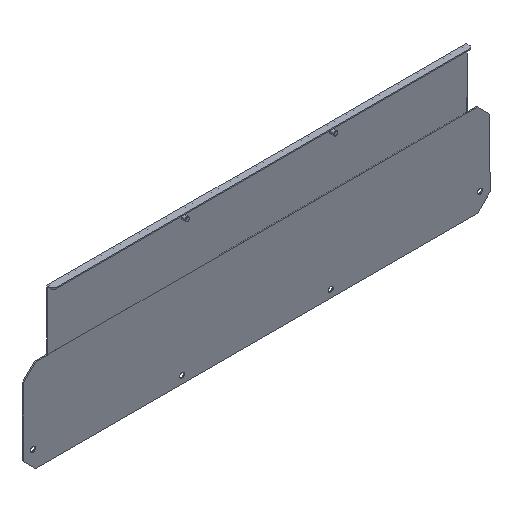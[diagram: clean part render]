
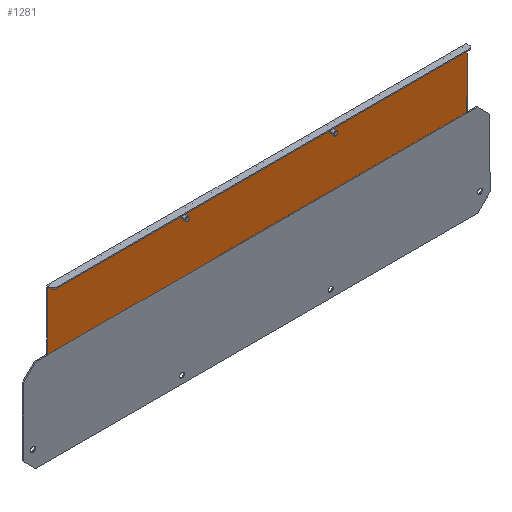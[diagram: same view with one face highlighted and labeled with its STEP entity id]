
A CAD part, isometric view. The second image highlights one B-rep face of the part: STEP entity #1281.
In plain terms, the highlighted planar face has unit normal (0, -1, 0).
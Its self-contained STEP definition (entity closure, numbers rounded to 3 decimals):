
#4 = VERTEX_POINT ( 'NONE', #2489 ) ;
#21 = CIRCLE ( 'NONE', #2077, 3. ) ;
#39 = EDGE_LOOP ( 'NONE', ( #2967, #2741 ) ) ;
#42 = DIRECTION ( 'NONE',  ( 0., 0., 1. ) ) ;
#44 = EDGE_CURVE ( 'NONE', #2649, #2012, #1883, .T. ) ;
#81 = AXIS2_PLACEMENT_3D ( 'NONE', #989, #1044, #2003 ) ;
#92 = EDGE_CURVE ( 'NONE', #978, #4, #321, .T. ) ;
#212 = CARTESIAN_POINT ( 'NONE',  ( 304.75, 152.5, 87. ) ) ;
#222 = VERTEX_POINT ( 'NONE', #212 ) ;
#240 = CARTESIAN_POINT ( 'NONE',  ( 0., 152.5, 88. ) ) ;
#291 = CARTESIAN_POINT ( 'NONE',  ( 304.75, 152.5, 0.293 ) ) ;
#293 = VECTOR ( 'NONE', #512, 1000. ) ;
#321 = LINE ( 'NONE', #1421, #1326 ) ;
#384 = CARTESIAN_POINT ( 'NONE',  ( -304.75, 152.5, 0.293 ) ) ;
#419 = VECTOR ( 'NONE', #2318, 1000. ) ;
#479 = LINE ( 'NONE', #240, #3151 ) ;
#484 = LINE ( 'NONE', #3337, #419 ) ;
#512 = DIRECTION ( 'NONE',  ( 0., 0., 1. ) ) ;
#583 = EDGE_LOOP ( 'NONE', ( #1027, #852 ) ) ;
#592 = ORIENTED_EDGE ( 'NONE', *, *, #1192, .T. ) ;
#621 = AXIS2_PLACEMENT_3D ( 'NONE', #2692, #2473, #3249 ) ;
#664 = VERTEX_POINT ( 'NONE', #1923 ) ;
#728 = VERTEX_POINT ( 'NONE', #1250 ) ;
#759 = ORIENTED_EDGE ( 'NONE', *, *, #92, .F. ) ;
#830 = EDGE_LOOP ( 'NONE', ( #2259, #1524, #2409, #759, #2282, #592, #2679, #2136 ) ) ;
#851 = DIRECTION ( 'NONE',  ( 0., 0., -1. ) ) ;
#852 = ORIENTED_EDGE ( 'NONE', *, *, #2013, .F. ) ;
#853 = CIRCLE ( 'NONE', #1976, 3. ) ;
#878 = FACE_BOUND ( 'NONE', #39, .T. ) ;
#894 = VECTOR ( 'NONE', #1451, 1000. ) ;
#935 = CARTESIAN_POINT ( 'NONE',  ( -304.75, 152.5, 0.293 ) ) ;
#939 = CARTESIAN_POINT ( 'NONE',  ( -304.75, 152.5, 4.036 ) ) ;
#956 = CIRCLE ( 'NONE', #81, 3. ) ;
#978 = VERTEX_POINT ( 'NONE', #2959 ) ;
#989 = CARTESIAN_POINT ( 'NONE',  ( -108., 152.5, 78. ) ) ;
#1008 = CARTESIAN_POINT ( 'NONE',  ( -304.75, 152.5, 87. ) ) ;
#1027 = ORIENTED_EDGE ( 'NONE', *, *, #1042, .F. ) ;
#1042 = EDGE_CURVE ( 'NONE', #728, #1754, #956, .T. ) ;
#1044 = DIRECTION ( 'NONE',  ( 0., -1., 0. ) ) ;
#1080 = DIRECTION ( 'NONE',  ( 0., 0., 1. ) ) ;
#1087 = DIRECTION ( 'NONE',  ( 0., -1., 0. ) ) ;
#1103 = VECTOR ( 'NONE', #1080, 1000. ) ;
#1115 = CARTESIAN_POINT ( 'NONE',  ( 304.75, 152.5, 87. ) ) ;
#1192 = EDGE_CURVE ( 'NONE', #222, #1789, #2124, .T. ) ;
#1194 = LINE ( 'NONE', #939, #894 ) ;
#1210 = AXIS2_PLACEMENT_3D ( 'NONE', #2360, #1087, #2115 ) ;
#1240 = DIRECTION ( 'NONE',  ( -1., 0., 0. ) ) ;
#1250 = CARTESIAN_POINT ( 'NONE',  ( -105.247, 152.5, 76.809 ) ) ;
#1267 = VERTEX_POINT ( 'NONE', #1454 ) ;
#1281 = ADVANCED_FACE ( 'NONE', ( #1649, #878, #1666 ), #2675, .F. ) ;
#1326 = VECTOR ( 'NONE', #2873, 1000. ) ;
#1348 = CARTESIAN_POINT ( 'NONE',  ( -304.75, 152.5, 88. ) ) ;
#1383 = CARTESIAN_POINT ( 'NONE',  ( 108., 152.5, 78. ) ) ;
#1401 = DIRECTION ( 'NONE',  ( 0., -1., 0. ) ) ;
#1421 = CARTESIAN_POINT ( 'NONE',  ( 304.75, 152.5, 0.293 ) ) ;
#1451 = DIRECTION ( 'NONE',  ( 0., 0., -1. ) ) ;
#1454 = CARTESIAN_POINT ( 'NONE',  ( -304.75, 152.5, 4.036 ) ) ;
#1463 = CARTESIAN_POINT ( 'NONE',  ( -110.753, 152.5, 79.191 ) ) ;
#1524 = ORIENTED_EDGE ( 'NONE', *, *, #1722, .T. ) ;
#1574 = LINE ( 'NONE', #291, #293 ) ;
#1598 = VECTOR ( 'NONE', #851, 1000. ) ;
#1643 = EDGE_CURVE ( 'NONE', #664, #1944, #21, .T. ) ;
#1649 = FACE_BOUND ( 'NONE', #583, .T. ) ;
#1666 = FACE_OUTER_BOUND ( 'NONE', #830, .T. ) ;
#1722 = EDGE_CURVE ( 'NONE', #1267, #2744, #1194, .T. ) ;
#1754 = VERTEX_POINT ( 'NONE', #1463 ) ;
#1789 = VERTEX_POINT ( 'NONE', #3294 ) ;
#1827 = EDGE_CURVE ( 'NONE', #1789, #2012, #479, .T. ) ;
#1883 = LINE ( 'NONE', #384, #3311 ) ;
#1899 = CARTESIAN_POINT ( 'NONE',  ( 108., 152.5, 78. ) ) ;
#1923 = CARTESIAN_POINT ( 'NONE',  ( 111., 152.5, 77.995 ) ) ;
#1944 = VERTEX_POINT ( 'NONE', #2100 ) ;
#1976 = AXIS2_PLACEMENT_3D ( 'NONE', #1899, #2656, #42 ) ;
#1992 = EDGE_CURVE ( 'NONE', #978, #222, #1574, .T. ) ;
#2003 = DIRECTION ( 'NONE',  ( 0., 0., 1. ) ) ;
#2012 = VERTEX_POINT ( 'NONE', #1348 ) ;
#2013 = EDGE_CURVE ( 'NONE', #1754, #728, #2175, .T. ) ;
#2077 = AXIS2_PLACEMENT_3D ( 'NONE', #1383, #1401, #3209 ) ;
#2100 = CARTESIAN_POINT ( 'NONE',  ( 105., 152.5, 78.005 ) ) ;
#2115 = DIRECTION ( 'NONE',  ( 0., 0., 1. ) ) ;
#2124 = LINE ( 'NONE', #1115, #1103 ) ;
#2136 = ORIENTED_EDGE ( 'NONE', *, *, #44, .F. ) ;
#2175 = CIRCLE ( 'NONE', #1210, 3. ) ;
#2259 = ORIENTED_EDGE ( 'NONE', *, *, #2519, .T. ) ;
#2282 = ORIENTED_EDGE ( 'NONE', *, *, #1992, .T. ) ;
#2318 = DIRECTION ( 'NONE',  ( 1., 0., 0. ) ) ;
#2360 = CARTESIAN_POINT ( 'NONE',  ( -108., 152.5, 78. ) ) ;
#2380 = CARTESIAN_POINT ( 'NONE',  ( -304.75, 152.5, 3. ) ) ;
#2409 = ORIENTED_EDGE ( 'NONE', *, *, #2589, .T. ) ;
#2418 = EDGE_CURVE ( 'NONE', #1944, #664, #853, .T. ) ;
#2473 = DIRECTION ( 'NONE',  ( 0., 1., 0. ) ) ;
#2489 = CARTESIAN_POINT ( 'NONE',  ( 304.75, 152.5, 3. ) ) ;
#2519 = EDGE_CURVE ( 'NONE', #2649, #1267, #2961, .T. ) ;
#2589 = EDGE_CURVE ( 'NONE', #2744, #4, #484, .T. ) ;
#2649 = VERTEX_POINT ( 'NONE', #1008 ) ;
#2656 = DIRECTION ( 'NONE',  ( 0., -1., 0. ) ) ;
#2675 = PLANE ( 'NONE',  #621 ) ;
#2679 = ORIENTED_EDGE ( 'NONE', *, *, #1827, .T. ) ;
#2692 = CARTESIAN_POINT ( 'NONE',  ( 0., 152.5, 0.293 ) ) ;
#2741 = ORIENTED_EDGE ( 'NONE', *, *, #1643, .F. ) ;
#2744 = VERTEX_POINT ( 'NONE', #2380 ) ;
#2873 = DIRECTION ( 'NONE',  ( 0., 0., -1. ) ) ;
#2896 = DIRECTION ( 'NONE',  ( 0., 0., 1. ) ) ;
#2959 = CARTESIAN_POINT ( 'NONE',  ( 304.75, 152.5, 4.036 ) ) ;
#2961 = LINE ( 'NONE', #935, #1598 ) ;
#2967 = ORIENTED_EDGE ( 'NONE', *, *, #2418, .F. ) ;
#3151 = VECTOR ( 'NONE', #1240, 1000. ) ;
#3209 = DIRECTION ( 'NONE',  ( 0., 0., 1. ) ) ;
#3249 = DIRECTION ( 'NONE',  ( 0., 0., 1. ) ) ;
#3294 = CARTESIAN_POINT ( 'NONE',  ( 304.75, 152.5, 88. ) ) ;
#3311 = VECTOR ( 'NONE', #2896, 1000. ) ;
#3337 = CARTESIAN_POINT ( 'NONE',  ( 0., 152.5, 3. ) ) ;
